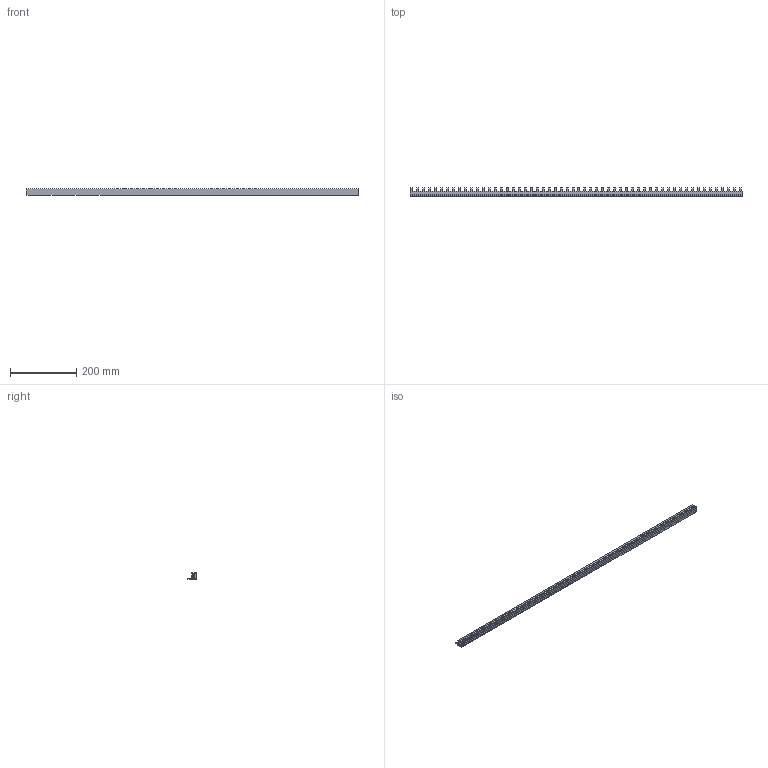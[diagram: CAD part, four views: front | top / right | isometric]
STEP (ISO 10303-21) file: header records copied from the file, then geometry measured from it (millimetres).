
FILE_DESCRIPTION((''),'2;1');
FILE_NAME('PRT0001','2024-04-29T',('dell'),(''),'PRO/ENGINEER BY PARAMETRIC TECHNOLOGY CORPORATION, 2013230','PRO/ENGINEER BY PARAMETRIC TECHNOLOGY CORPORATION, 2013230','');
FILE_SCHEMA(('AUTOMOTIVE_DESIGN { 1 0 10303 214 1 1 1 1 }'));
Length unit declared in the file: millimetre
Products named in the file (1): PRT0001
Bounding box: 1000 x 27 x 20.32 mm (x, y, z)
Volume: 218174.9 mm3; surface area: 181192 mm2
Topology: 1 solids, 1 shells, 914 faces, 2624 edges, 1712 vertices
Faces by surface type: plane 528, cylinder 386
Entity records: 29946 total; most frequent: CARTESIAN_POINT 5252, ORIENTED_EDGE 5248, DIRECTION 5224, EDGE_CURVE 2624, VECTOR 1852, LINE 1852, VERTEX_POINT 1712, AXIS2_PLACEMENT_3D 1686
